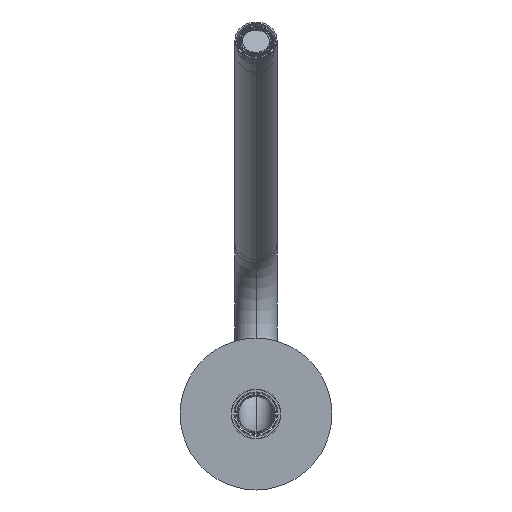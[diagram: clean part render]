
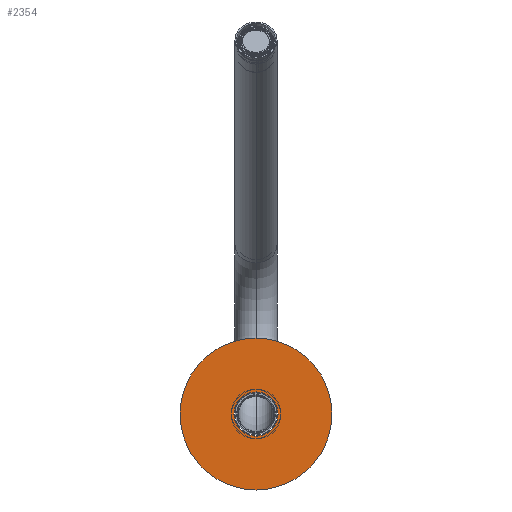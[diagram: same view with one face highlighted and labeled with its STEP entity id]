
A CAD part, front view. The second image highlights one B-rep face of the part: STEP entity #2354.
In plain terms, the highlighted face is planar.
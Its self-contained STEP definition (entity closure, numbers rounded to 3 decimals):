
#105 = VERTEX_POINT ( 'NONE', #2475 ) ;
#114 = EDGE_LOOP ( 'NONE', ( #1951, #2912 ) ) ;
#123 = CARTESIAN_POINT ( 'NONE',  ( 0., 0., 8. ) ) ;
#195 = DIRECTION ( 'NONE',  ( 1., 0., 0. ) ) ;
#309 = VERTEX_POINT ( 'NONE', #2333 ) ;
#375 = DIRECTION ( 'NONE',  ( 1., 0., 0. ) ) ;
#612 = CIRCLE ( 'NONE', #1047, 9.25 ) ;
#636 = PLANE ( 'NONE',  #2008 ) ;
#680 = CARTESIAN_POINT ( 'NONE',  ( -32.5, 0., 8. ) ) ;
#849 = DIRECTION ( 'NONE',  ( 1., 0., 0. ) ) ;
#898 = VERTEX_POINT ( 'NONE', #680 ) ;
#1029 = DIRECTION ( 'NONE',  ( 0., 0., 1. ) ) ;
#1047 = AXIS2_PLACEMENT_3D ( 'NONE', #2129, #3178, #849 ) ;
#1164 = ORIENTED_EDGE ( 'NONE', *, *, #1702, .F. ) ;
#1167 = CARTESIAN_POINT ( 'NONE',  ( -9.25, 0., 8. ) ) ;
#1182 = DIRECTION ( 'NONE',  ( 0., 0., 1. ) ) ;
#1271 = CIRCLE ( 'NONE', #3154, 32.5 ) ;
#1343 = AXIS2_PLACEMENT_3D ( 'NONE', #123, #1182, #2197 ) ;
#1506 = CARTESIAN_POINT ( 'NONE',  ( 0., 0., 8. ) ) ;
#1547 = EDGE_LOOP ( 'NONE', ( #1164, #2189 ) ) ;
#1619 = EDGE_CURVE ( 'NONE', #309, #898, #1271, .T. ) ;
#1667 = CARTESIAN_POINT ( 'NONE',  ( 0., 0., 8. ) ) ;
#1702 = EDGE_CURVE ( 'NONE', #2864, #105, #612, .T. ) ;
#1794 = AXIS2_PLACEMENT_3D ( 'NONE', #1506, #2536, #195 ) ;
#1876 = EDGE_CURVE ( 'NONE', #898, #309, #2817, .T. ) ;
#1916 = FACE_BOUND ( 'NONE', #1547, .T. ) ;
#1951 = ORIENTED_EDGE ( 'NONE', *, *, #1619, .T. ) ;
#2008 = AXIS2_PLACEMENT_3D ( 'NONE', #1667, #2708, #375 ) ;
#2055 = DIRECTION ( 'NONE',  ( 1., 0., 0. ) ) ;
#2129 = CARTESIAN_POINT ( 'NONE',  ( 0., 0., 8. ) ) ;
#2189 = ORIENTED_EDGE ( 'NONE', *, *, #2553, .F. ) ;
#2197 = DIRECTION ( 'NONE',  ( 1., 0., 0. ) ) ;
#2333 = CARTESIAN_POINT ( 'NONE',  ( 32.5, 0., 8. ) ) ;
#2354 = ADVANCED_FACE ( 'NONE', ( #1916, #2971 ), #636, .T. ) ;
#2475 = CARTESIAN_POINT ( 'NONE',  ( 9.25, 0., 8. ) ) ;
#2536 = DIRECTION ( 'NONE',  ( 0., 0., 1. ) ) ;
#2553 = EDGE_CURVE ( 'NONE', #105, #2864, #3269, .T. ) ;
#2708 = DIRECTION ( 'NONE',  ( 0., 0., 1. ) ) ;
#2817 = CIRCLE ( 'NONE', #1343, 32.5 ) ;
#2864 = VERTEX_POINT ( 'NONE', #1167 ) ;
#2912 = ORIENTED_EDGE ( 'NONE', *, *, #1876, .T. ) ;
#2971 = FACE_OUTER_BOUND ( 'NONE', #114, .T. ) ;
#3154 = AXIS2_PLACEMENT_3D ( 'NONE', #3362, #1029, #2055 ) ;
#3178 = DIRECTION ( 'NONE',  ( 0., 0., 1. ) ) ;
#3269 = CIRCLE ( 'NONE', #1794, 9.25 ) ;
#3362 = CARTESIAN_POINT ( 'NONE',  ( 0., 0., 8. ) ) ;
